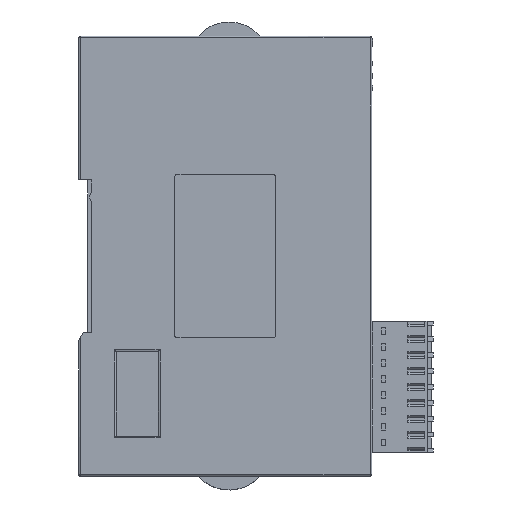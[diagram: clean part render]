
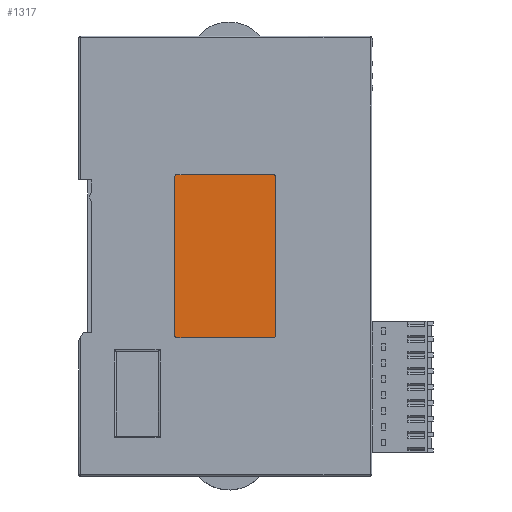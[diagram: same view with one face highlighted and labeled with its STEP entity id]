
A CAD part, left-side view. The second image highlights one B-rep face of the part: STEP entity #1317.
In plain terms, the highlighted planar face has unit normal (-1, 0, 0).
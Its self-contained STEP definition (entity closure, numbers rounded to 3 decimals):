
#1317=ADVANCED_FACE('',(#2546),#20232,.T.);
#2546=FACE_OUTER_BOUND('',#3889,.T.);
#3889=EDGE_LOOP('',(#9723,#9724,#9725,#9726,#9727,#9728,#9729,#9730));
#9723=ORIENTED_EDGE('',*,*,#11982,.F.);
#9724=ORIENTED_EDGE('',*,*,#11969,.F.);
#9725=ORIENTED_EDGE('',*,*,#11962,.F.);
#9726=ORIENTED_EDGE('',*,*,#11963,.F.);
#9727=ORIENTED_EDGE('',*,*,#11968,.F.);
#9728=ORIENTED_EDGE('',*,*,#11972,.F.);
#9729=ORIENTED_EDGE('',*,*,#11977,.F.);
#9730=ORIENTED_EDGE('',*,*,#11978,.F.);
#11962=EDGE_CURVE('',#18145,#18142,#13837,.T.);
#11963=EDGE_CURVE('',#18146,#18145,#15287,.T.);
#11968=EDGE_CURVE('',#18149,#18146,#13839,.T.);
#11969=EDGE_CURVE('',#18142,#18150,#15291,.T.);
#11972=EDGE_CURVE('',#18152,#18149,#15294,.T.);
#11977=EDGE_CURVE('',#18155,#18152,#13841,.T.);
#11978=EDGE_CURVE('',#18156,#18155,#15298,.T.);
#11982=EDGE_CURVE('',#18150,#18156,#13843,.T.);
#13837=(
BOUNDED_CURVE()
B_SPLINE_CURVE(2,(#32911,#32912,#32913),.UNSPECIFIED.,.F.,.F.)
B_SPLINE_CURVE_WITH_KNOTS((3,3),(0.,1.),.UNSPECIFIED.)
CURVE()
GEOMETRIC_REPRESENTATION_ITEM()
RATIONAL_B_SPLINE_CURVE((1.,0.707,1.))
REPRESENTATION_ITEM('')
);
#13839=(
BOUNDED_CURVE()
B_SPLINE_CURVE(2,(#32925,#32926,#32927),.UNSPECIFIED.,.F.,.F.)
B_SPLINE_CURVE_WITH_KNOTS((3,3),(0.,1.),.UNSPECIFIED.)
CURVE()
GEOMETRIC_REPRESENTATION_ITEM()
RATIONAL_B_SPLINE_CURVE((1.,0.707,1.))
REPRESENTATION_ITEM('')
);
#13841=(
BOUNDED_CURVE()
B_SPLINE_CURVE(2,(#32945,#32946,#32947),.UNSPECIFIED.,.F.,.F.)
B_SPLINE_CURVE_WITH_KNOTS((3,3),(0.,1.),.UNSPECIFIED.)
CURVE()
GEOMETRIC_REPRESENTATION_ITEM()
RATIONAL_B_SPLINE_CURVE((1.,0.707,1.))
REPRESENTATION_ITEM('')
);
#13843=(
BOUNDED_CURVE()
B_SPLINE_CURVE(2,(#32957,#32958,#32959),.UNSPECIFIED.,.F.,.F.)
B_SPLINE_CURVE_WITH_KNOTS((3,3),(0.,1.),.UNSPECIFIED.)
CURVE()
GEOMETRIC_REPRESENTATION_ITEM()
RATIONAL_B_SPLINE_CURVE((1.,0.707,1.))
REPRESENTATION_ITEM('')
);
#15287=B_SPLINE_CURVE_WITH_KNOTS('',1,(#32914,#32915),.UNSPECIFIED.,.F.,
 .F.,(2,2),(0.,23.),.UNSPECIFIED.);
#15291=B_SPLINE_CURVE_WITH_KNOTS('',1,(#32928,#32929),.UNSPECIFIED.,.F.,
 .F.,(2,2),(0.,38.),.UNSPECIFIED.);
#15294=B_SPLINE_CURVE_WITH_KNOTS('',1,(#32934,#32935),.UNSPECIFIED.,.F.,
 .F.,(2,2),(0.,38.),.UNSPECIFIED.);
#15298=B_SPLINE_CURVE_WITH_KNOTS('',1,(#32948,#32949),.UNSPECIFIED.,.F.,
 .F.,(2,2),(0.,23.),.UNSPECIFIED.);
#18142=VERTEX_POINT('',#27774);
#18145=VERTEX_POINT('',#27777);
#18146=VERTEX_POINT('',#27778);
#18149=VERTEX_POINT('',#27781);
#18150=VERTEX_POINT('',#27782);
#18152=VERTEX_POINT('',#27784);
#18155=VERTEX_POINT('',#27787);
#18156=VERTEX_POINT('',#27788);
#20232=PLANE('',#21373);
#21373=AXIS2_PLACEMENT_3D('',#26289,#22437,$);
#22437=DIRECTION('',(-1.,0.,0.));
#26289=CARTESIAN_POINT('',(-345.703,-71.468,212.686));
#27774=CARTESIAN_POINT('',(-345.703,-97.88,255.098));
#27777=CARTESIAN_POINT('',(-345.703,-97.38,255.598));
#27778=CARTESIAN_POINT('',(-345.703,-74.38,255.598));
#27781=CARTESIAN_POINT('',(-345.703,-73.88,255.098));
#27782=CARTESIAN_POINT('',(-345.703,-97.88,217.098));
#27784=CARTESIAN_POINT('',(-345.703,-73.88,217.098));
#27787=CARTESIAN_POINT('',(-345.703,-74.38,216.598));
#27788=CARTESIAN_POINT('',(-345.703,-97.38,216.598));
#32911=CARTESIAN_POINT('',(-345.703,-97.38,255.598));
#32912=CARTESIAN_POINT('',(-345.703,-97.88,255.598));
#32913=CARTESIAN_POINT('',(-345.703,-97.88,255.098));
#32914=CARTESIAN_POINT('',(-345.703,-74.38,255.598));
#32915=CARTESIAN_POINT('',(-345.703,-97.38,255.598));
#32925=CARTESIAN_POINT('',(-345.703,-73.88,255.098));
#32926=CARTESIAN_POINT('',(-345.703,-73.88,255.598));
#32927=CARTESIAN_POINT('',(-345.703,-74.38,255.598));
#32928=CARTESIAN_POINT('',(-345.703,-97.88,255.098));
#32929=CARTESIAN_POINT('',(-345.703,-97.88,217.098));
#32934=CARTESIAN_POINT('',(-345.703,-73.88,217.098));
#32935=CARTESIAN_POINT('',(-345.703,-73.88,255.098));
#32945=CARTESIAN_POINT('',(-345.703,-74.38,216.598));
#32946=CARTESIAN_POINT('',(-345.703,-73.88,216.598));
#32947=CARTESIAN_POINT('',(-345.703,-73.88,217.098));
#32948=CARTESIAN_POINT('',(-345.703,-97.38,216.598));
#32949=CARTESIAN_POINT('',(-345.703,-74.38,216.598));
#32957=CARTESIAN_POINT('',(-345.703,-97.88,217.098));
#32958=CARTESIAN_POINT('',(-345.703,-97.88,216.598));
#32959=CARTESIAN_POINT('',(-345.703,-97.38,216.598));
